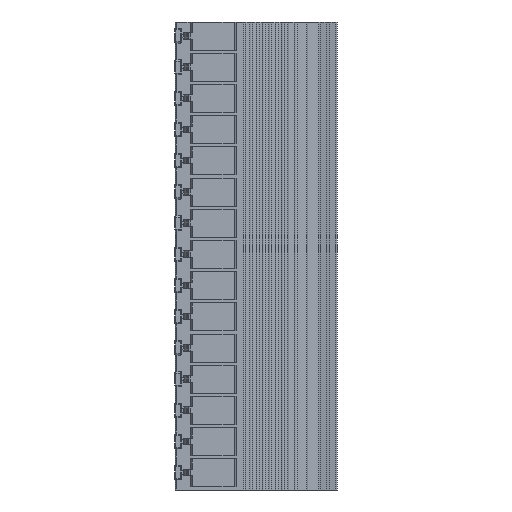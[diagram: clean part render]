
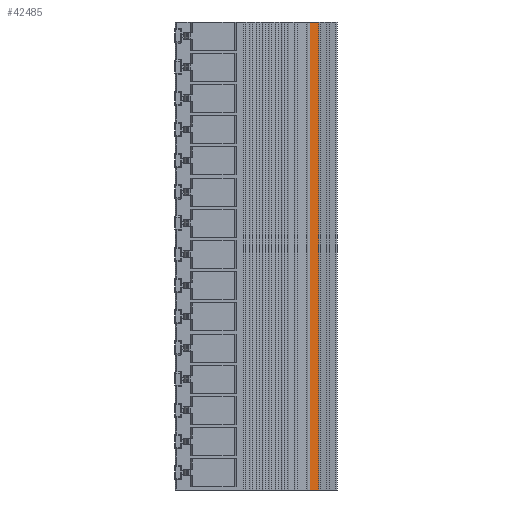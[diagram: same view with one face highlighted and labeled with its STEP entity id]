
A CAD part, front view. The second image highlights one B-rep face of the part: STEP entity #42485.
In plain terms, the highlighted planar face has unit normal (0.707, -0.707, 0).
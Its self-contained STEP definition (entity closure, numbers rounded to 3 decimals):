
#2377 = CARTESIAN_POINT ( 'NONE',  ( 17.582, 29.565, 5.2 ) ) ;
#5139 = DIRECTION ( 'NONE',  ( 0.707, 0.707, 0. ) ) ;
#5191 = EDGE_CURVE ( 'NONE', #17570, #47396, #34076, .T. ) ;
#8273 = DIRECTION ( 'NONE',  ( 0.707, -0.707, 0. ) ) ;
#9844 = CARTESIAN_POINT ( 'NONE',  ( 5.441, 17.424, -72.8 ) ) ;
#10606 = LINE ( 'NONE', #52031, #53778 ) ;
#10675 = DIRECTION ( 'NONE',  ( 0., 0., 1. ) ) ;
#10739 = VERTEX_POINT ( 'NONE', #33178 ) ;
#14184 = ORIENTED_EDGE ( 'NONE', *, *, #26075, .T. ) ;
#17570 = VERTEX_POINT ( 'NONE', #18281 ) ;
#18281 = CARTESIAN_POINT ( 'NONE',  ( 16.034, 28.017, -72.8 ) ) ;
#19486 = CARTESIAN_POINT ( 'NONE',  ( 17.582, 29.565, -72.8 ) ) ;
#19601 = ORIENTED_EDGE ( 'NONE', *, *, #36487, .T. ) ;
#20861 = LINE ( 'NONE', #28245, #27252 ) ;
#25417 = DIRECTION ( 'NONE',  ( 0., 0., -1. ) ) ;
#25858 = CARTESIAN_POINT ( 'NONE',  ( 5.441, 17.424, 0. ) ) ;
#26075 = EDGE_CURVE ( 'NONE', #47396, #49228, #10606, .T. ) ;
#27252 = VECTOR ( 'NONE', #5139, 1000. ) ;
#28245 = CARTESIAN_POINT ( 'NONE',  ( 16.034, 28.017, 5.2 ) ) ;
#33178 = CARTESIAN_POINT ( 'NONE',  ( 16.034, 28.017, 5.2 ) ) ;
#34076 = LINE ( 'NONE', #9844, #41867 ) ;
#36487 = EDGE_CURVE ( 'NONE', #10739, #17570, #47515, .T. ) ;
#37989 = AXIS2_PLACEMENT_3D ( 'NONE', #25858, #8273, #53147 ) ;
#38206 = FACE_OUTER_BOUND ( 'NONE', #50886, .T. ) ;
#39558 = ORIENTED_EDGE ( 'NONE', *, *, #5191, .T. ) ;
#39920 = ORIENTED_EDGE ( 'NONE', *, *, #51089, .F. ) ;
#41867 = VECTOR ( 'NONE', #55095, 1000. ) ;
#42485 = ADVANCED_FACE ( 'NONE', ( #38206 ), #57276, .T. ) ;
#47396 = VERTEX_POINT ( 'NONE', #19486 ) ;
#47515 = LINE ( 'NONE', #57599, #53178 ) ;
#49228 = VERTEX_POINT ( 'NONE', #2377 ) ;
#50886 = EDGE_LOOP ( 'NONE', ( #14184, #39920, #19601, #39558 ) ) ;
#51089 = EDGE_CURVE ( 'NONE', #10739, #49228, #20861, .T. ) ;
#52031 = CARTESIAN_POINT ( 'NONE',  ( 17.582, 29.565, 0. ) ) ;
#53147 = DIRECTION ( 'NONE',  ( 0.707, 0.707, 0. ) ) ;
#53178 = VECTOR ( 'NONE', #25417, 1000. ) ;
#53778 = VECTOR ( 'NONE', #10675, 1000. ) ;
#55095 = DIRECTION ( 'NONE',  ( 0.707, 0.707, 0. ) ) ;
#57276 = PLANE ( 'NONE',  #37989 ) ;
#57599 = CARTESIAN_POINT ( 'NONE',  ( 16.034, 28.017, 0. ) ) ;
